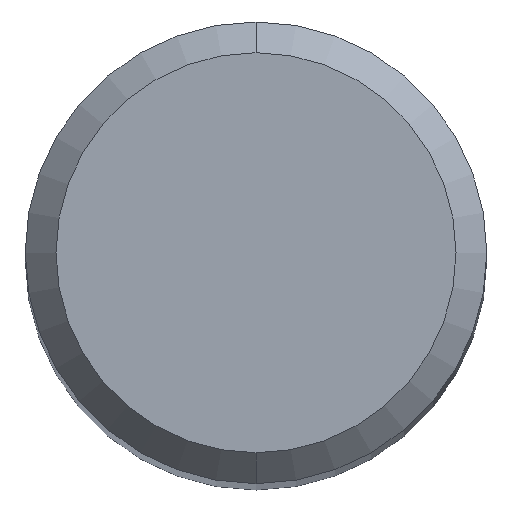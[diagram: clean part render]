
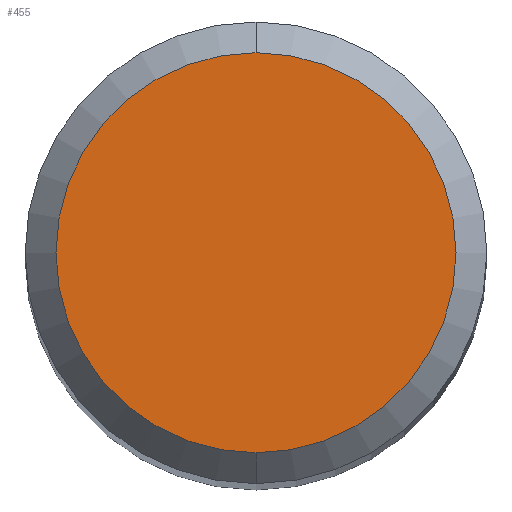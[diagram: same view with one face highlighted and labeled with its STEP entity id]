
A CAD part, top view. The second image highlights one B-rep face of the part: STEP entity #455.
In plain terms, the highlighted planar face has unit normal (0, 0, 1).
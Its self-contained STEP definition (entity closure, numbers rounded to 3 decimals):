
#191=EDGE_CURVE('',#279,#409,#500,.T.);
#279=VERTEX_POINT('',#592);
#351=EDGE_CURVE('',#409,#279,#669,.T.);
#409=VERTEX_POINT('',#737);
#455=ADVANCED_FACE('',(#788),#789,.T.);
#500=CIRCLE('',#871,2.6);
#592=CARTESIAN_POINT('',(0.,-2.6,0.0));
#669=CIRCLE('',#1252,2.6);
#737=CARTESIAN_POINT('',(0.0,2.6,0.0));
#788=FACE_OUTER_BOUND('',#1429,.T.);
#789=PLANE('',#1430);
#871=AXIS2_PLACEMENT_3D('',#1471,#1472,#1473);
#1252=AXIS2_PLACEMENT_3D('',#1613,#1614,#1615);
#1429=EDGE_LOOP('',(#1776,#1777));
#1430=AXIS2_PLACEMENT_3D('',#1778,#1779,#1780);
#1471=CARTESIAN_POINT('',(0.0,0.0,0.0));
#1472=DIRECTION('',(0.0,0.0,-1.0));
#1473=DIRECTION('',(0.0,1.0,0.0));
#1613=CARTESIAN_POINT('',(0.0,0.0,0.0));
#1614=DIRECTION('',(0.0,0.0,-1.0));
#1615=DIRECTION('',(0.0,1.0,0.0));
#1776=ORIENTED_EDGE('',*,*,#351,.F.);
#1777=ORIENTED_EDGE('',*,*,#191,.F.);
#1778=CARTESIAN_POINT('',(0.0,1.3,0.0));
#1779=DIRECTION('',(-0.0,0.0,1.0));
#1780=DIRECTION('',(0.0,-1.0,0.0));
